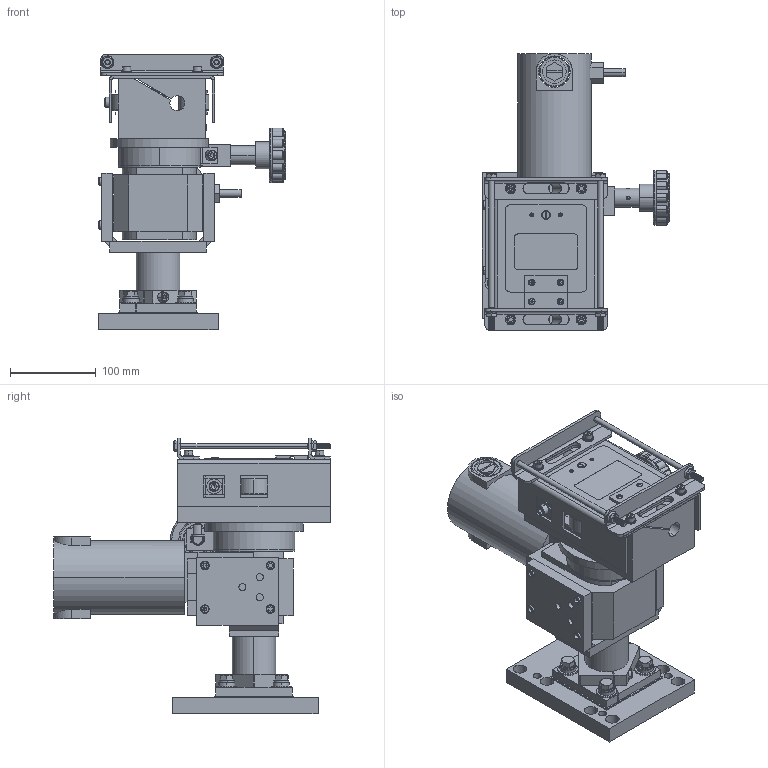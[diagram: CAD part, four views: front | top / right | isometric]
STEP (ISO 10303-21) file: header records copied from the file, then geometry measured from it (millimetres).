
FILE_DESCRIPTION (( 'STEP AP214' ), '1' );
FILE_NAME ('SubArc Wire Drive.STEP', '2016-01-20T15:12:08', ( 'ITS' ), ( 'ITW Welding Group' ), 'SwSTEP 2.0', 'SolidWorks 2015', '' );
FILE_SCHEMA (( 'AUTOMOTIVE_DESIGN' ));
Length unit declared in the file: inch
Products named in the file (1): SubArc Wire Drive
Bounding box: 218.64 x 322.6 x 321.41 mm (x, y, z)
Surface area: 564348.4 mm2 (no closed solid volume)
Topology: 0 solids, 122 shells, 1266 faces, 4255 edges, 3035 vertices
Faces by surface type: plane 563, cylinder 379, cone 210, torus 94, bspline 16, sphere 4
Entity records: 66375 total; most frequent: CARTESIAN_POINT 12876, DIRECTION 7968, ORIENTED_EDGE 6649, EDGE_CURVE 4237, VERTEX_POINT 3035, AXIS2_PLACEMENT_3D 2822, LINE 2324, VECTOR 2324
